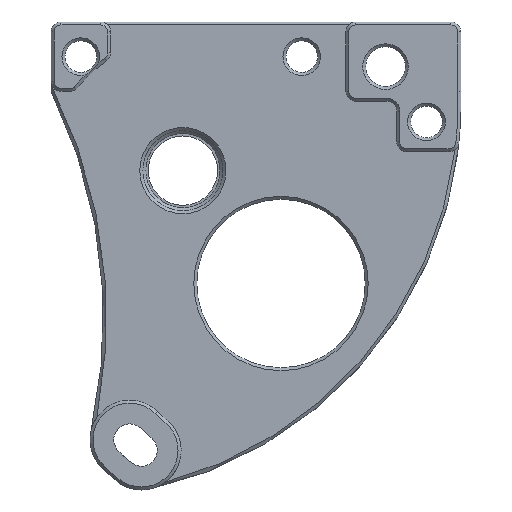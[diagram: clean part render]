
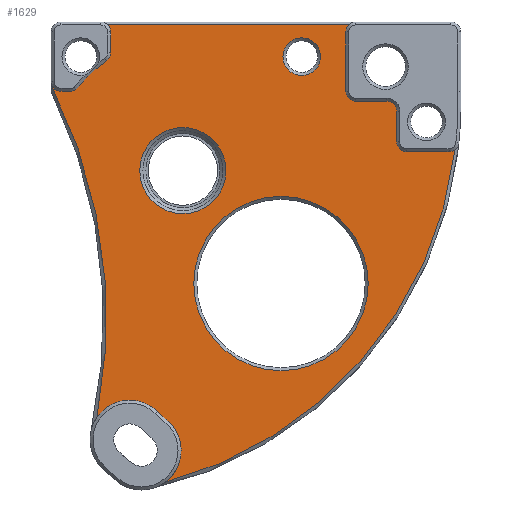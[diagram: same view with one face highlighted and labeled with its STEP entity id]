
A CAD part, left-side view. The second image highlights one B-rep face of the part: STEP entity #1629.
In plain terms, the highlighted planar face has unit normal (-1, 0, 0).
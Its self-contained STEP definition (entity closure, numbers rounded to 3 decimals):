
#20=FACE_BOUND('',#217,.T.);
#21=FACE_BOUND('',#218,.T.);
#22=FACE_BOUND('',#219,.T.);
#34=PLANE('',#1766);
#111=FACE_OUTER_BOUND('',#216,.T.);
#216=EDGE_LOOP('',(#1131,#1132,#1133,#1134,#1135,#1136,#1137,#1138,#1139,
#1140,#1141,#1142,#1143,#1144,#1145,#1146,#1147,#1148,#1149,#1150,#1151,
#1152,#1153));
#217=EDGE_LOOP('',(#1154));
#218=EDGE_LOOP('',(#1155));
#219=EDGE_LOOP('',(#1156));
#329=CIRCLE('',#1749,4.);
#330=CIRCLE('',#1751,17.957);
#338=CIRCLE('',#1764,1.9);
#340=CIRCLE('',#1767,1.);
#341=CIRCLE('',#1768,1.);
#342=CIRCLE('',#1769,13.5);
#343=CIRCLE('',#1770,1.);
#344=CIRCLE('',#1771,1.);
#345=CIRCLE('',#1772,52.382);
#346=CIRCLE('',#1773,4.);
#347=CIRCLE('',#1774,39.702);
#348=CIRCLE('',#1775,1.);
#349=CIRCLE('',#1776,1.);
#350=CIRCLE('',#1777,1.);
#351=CIRCLE('',#1778,1.);
#352=CIRCLE('',#1779,1.);
#353=CIRCLE('',#1780,8.8);
#354=CIRCLE('',#1781,4.35);
#437=LINE('',#2576,#569);
#438=LINE('',#2580,#570);
#439=LINE('',#2588,#571);
#440=LINE('',#2592,#572);
#441=LINE('',#2601,#573);
#442=LINE('',#2605,#574);
#443=LINE('',#2609,#575);
#444=LINE('',#2613,#576);
#569=VECTOR('',#2023,10.);
#570=VECTOR('',#2026,10.);
#571=VECTOR('',#2033,10.);
#572=VECTOR('',#2036,10.);
#573=VECTOR('',#2045,10.);
#574=VECTOR('',#2048,10.);
#575=VECTOR('',#2051,10.);
#576=VECTOR('',#2054,10.);
#700=VERTEX_POINT('',#2531);
#701=VERTEX_POINT('',#2538);
#702=VERTEX_POINT('',#2542);
#711=VERTEX_POINT('',#2568);
#713=VERTEX_POINT('',#2574);
#714=VERTEX_POINT('',#2575);
#715=VERTEX_POINT('',#2577);
#716=VERTEX_POINT('',#2579);
#717=VERTEX_POINT('',#2581);
#718=VERTEX_POINT('',#2583);
#719=VERTEX_POINT('',#2585);
#720=VERTEX_POINT('',#2587);
#721=VERTEX_POINT('',#2589);
#722=VERTEX_POINT('',#2591);
#723=VERTEX_POINT('',#2593);
#724=VERTEX_POINT('',#2596);
#725=VERTEX_POINT('',#2598);
#726=VERTEX_POINT('',#2600);
#727=VERTEX_POINT('',#2602);
#728=VERTEX_POINT('',#2604);
#729=VERTEX_POINT('',#2606);
#730=VERTEX_POINT('',#2608);
#731=VERTEX_POINT('',#2610);
#732=VERTEX_POINT('',#2612);
#733=VERTEX_POINT('',#2615);
#734=VERTEX_POINT('',#2617);
#851=EDGE_CURVE('',#700,#701,#329,.T.);
#853=EDGE_CURVE('',#701,#702,#330,.T.);
#865=EDGE_CURVE('',#711,#711,#338,.T.);
#868=EDGE_CURVE('',#713,#714,#437,.T.);
#869=EDGE_CURVE('',#714,#715,#340,.F.);
#870=EDGE_CURVE('',#716,#715,#438,.T.);
#871=EDGE_CURVE('',#716,#717,#341,.F.);
#872=EDGE_CURVE('',#718,#717,#342,.T.);
#873=EDGE_CURVE('',#718,#719,#343,.F.);
#874=EDGE_CURVE('',#720,#719,#439,.T.);
#875=EDGE_CURVE('',#721,#720,#344,.T.);
#876=EDGE_CURVE('',#722,#721,#440,.T.);
#877=EDGE_CURVE('',#722,#723,#345,.T.);
#878=EDGE_CURVE('',#702,#723,#346,.T.);
#879=EDGE_CURVE('',#700,#724,#347,.T.);
#880=EDGE_CURVE('',#724,#725,#348,.F.);
#881=EDGE_CURVE('',#726,#725,#441,.T.);
#882=EDGE_CURVE('',#726,#727,#349,.F.);
#883=EDGE_CURVE('',#728,#727,#442,.T.);
#884=EDGE_CURVE('',#729,#728,#350,.T.);
#885=EDGE_CURVE('',#730,#729,#443,.T.);
#886=EDGE_CURVE('',#730,#731,#351,.F.);
#887=EDGE_CURVE('',#732,#731,#444,.T.);
#888=EDGE_CURVE('',#732,#713,#352,.F.);
#889=EDGE_CURVE('',#733,#733,#353,.T.);
#890=EDGE_CURVE('',#734,#734,#354,.T.);
#1131=ORIENTED_EDGE('',*,*,#868,.T.);
#1132=ORIENTED_EDGE('',*,*,#869,.T.);
#1133=ORIENTED_EDGE('',*,*,#870,.F.);
#1134=ORIENTED_EDGE('',*,*,#871,.T.);
#1135=ORIENTED_EDGE('',*,*,#872,.F.);
#1136=ORIENTED_EDGE('',*,*,#873,.T.);
#1137=ORIENTED_EDGE('',*,*,#874,.F.);
#1138=ORIENTED_EDGE('',*,*,#875,.F.);
#1139=ORIENTED_EDGE('',*,*,#876,.F.);
#1140=ORIENTED_EDGE('',*,*,#877,.T.);
#1141=ORIENTED_EDGE('',*,*,#878,.F.);
#1142=ORIENTED_EDGE('',*,*,#853,.F.);
#1143=ORIENTED_EDGE('',*,*,#851,.F.);
#1144=ORIENTED_EDGE('',*,*,#879,.T.);
#1145=ORIENTED_EDGE('',*,*,#880,.T.);
#1146=ORIENTED_EDGE('',*,*,#881,.F.);
#1147=ORIENTED_EDGE('',*,*,#882,.T.);
#1148=ORIENTED_EDGE('',*,*,#883,.F.);
#1149=ORIENTED_EDGE('',*,*,#884,.F.);
#1150=ORIENTED_EDGE('',*,*,#885,.F.);
#1151=ORIENTED_EDGE('',*,*,#886,.T.);
#1152=ORIENTED_EDGE('',*,*,#887,.F.);
#1153=ORIENTED_EDGE('',*,*,#888,.T.);
#1154=ORIENTED_EDGE('',*,*,#889,.T.);
#1155=ORIENTED_EDGE('',*,*,#890,.T.);
#1156=ORIENTED_EDGE('',*,*,#865,.T.);
#1629=ADVANCED_FACE('',(#111,#20,#21,#22),#34,.T.);
#1749=AXIS2_PLACEMENT_3D('',#2539,#1981,#1982);
#1751=AXIS2_PLACEMENT_3D('',#2543,#1986,#1987);
#1764=AXIS2_PLACEMENT_3D('',#2569,#2016,#2017);
#1766=AXIS2_PLACEMENT_3D('',#2573,#2021,#2022);
#1767=AXIS2_PLACEMENT_3D('',#2578,#2024,#2025);
#1768=AXIS2_PLACEMENT_3D('',#2582,#2027,#2028);
#1769=AXIS2_PLACEMENT_3D('',#2584,#2029,#2030);
#1770=AXIS2_PLACEMENT_3D('',#2586,#2031,#2032);
#1771=AXIS2_PLACEMENT_3D('',#2590,#2034,#2035);
#1772=AXIS2_PLACEMENT_3D('',#2594,#2037,#2038);
#1773=AXIS2_PLACEMENT_3D('',#2595,#2039,#2040);
#1774=AXIS2_PLACEMENT_3D('',#2597,#2041,#2042);
#1775=AXIS2_PLACEMENT_3D('',#2599,#2043,#2044);
#1776=AXIS2_PLACEMENT_3D('',#2603,#2046,#2047);
#1777=AXIS2_PLACEMENT_3D('',#2607,#2049,#2050);
#1778=AXIS2_PLACEMENT_3D('',#2611,#2052,#2053);
#1779=AXIS2_PLACEMENT_3D('',#2614,#2055,#2056);
#1780=AXIS2_PLACEMENT_3D('',#2616,#2057,#2058);
#1781=AXIS2_PLACEMENT_3D('',#2618,#2059,#2060);
#1981=DIRECTION('center_axis',(-1.,0.,0.));
#1982=DIRECTION('ref_axis',(0.,-0.642,0.767));
#1986=DIRECTION('center_axis',(1.,0.,0.));
#1987=DIRECTION('ref_axis',(0.,0.642,-0.767));
#2016=DIRECTION('center_axis',(1.,0.,0.));
#2017=DIRECTION('ref_axis',(0.,0.,1.));
#2021=DIRECTION('center_axis',(-1.,0.,0.));
#2022=DIRECTION('ref_axis',(0.,0.,1.));
#2023=DIRECTION('',(0.,1.,0.));
#2024=DIRECTION('center_axis',(-1.,0.,0.));
#2025=DIRECTION('ref_axis',(0.,-0.707,0.707));
#2026=DIRECTION('',(0.,0.,1.));
#2027=DIRECTION('center_axis',(-1.,0.,0.));
#2028=DIRECTION('ref_axis',(0.,-0.887,-0.462));
#2029=DIRECTION('center_axis',(1.,0.,0.));
#2030=DIRECTION('ref_axis',(0.,-1.,0.));
#2031=DIRECTION('center_axis',(-1.,0.,0.));
#2032=DIRECTION('ref_axis',(0.,-0.435,-0.9));
#2033=DIRECTION('',(0.,-1.,0.));
#2034=DIRECTION('center_axis',(-1.,0.,0.));
#2035=DIRECTION('ref_axis',(0.,0.707,-0.707));
#2036=DIRECTION('',(0.,0.,1.));
#2037=DIRECTION('center_axis',(1.,0.,0.));
#2038=DIRECTION('ref_axis',(0.,-0.976,-0.219));
#2039=DIRECTION('center_axis',(-1.,0.,0.));
#2040=DIRECTION('ref_axis',(0.,0.696,-0.718));
#2041=DIRECTION('center_axis',(-1.,0.,0.));
#2042=DIRECTION('ref_axis',(0.,-0.215,-0.977));
#2043=DIRECTION('center_axis',(-1.,0.,0.));
#2044=DIRECTION('ref_axis',(0.,-0.67,-0.743));
#2045=DIRECTION('',(0.,-1.,0.));
#2046=DIRECTION('center_axis',(-1.,0.,0.));
#2047=DIRECTION('ref_axis',(0.,0.707,-0.707));
#2048=DIRECTION('',(0.,0.,-1.));
#2049=DIRECTION('center_axis',(1.,0.,0.));
#2050=DIRECTION('ref_axis',(0.,-0.707,0.707));
#2051=DIRECTION('',(0.,-1.,0.));
#2052=DIRECTION('center_axis',(-1.,0.,0.));
#2053=DIRECTION('ref_axis',(0.,0.707,-0.707));
#2054=DIRECTION('',(0.,0.,-1.));
#2055=DIRECTION('center_axis',(-1.,0.,0.));
#2056=DIRECTION('ref_axis',(0.,0.707,0.707));
#2057=DIRECTION('center_axis',(1.,0.,0.));
#2058=DIRECTION('ref_axis',(0.,0.,1.));
#2059=DIRECTION('center_axis',(1.,0.,0.));
#2060=DIRECTION('ref_axis',(0.,0.,1.));
#2531=CARTESIAN_POINT('',(-2.575,1.834,-31.476));
#2538=CARTESIAN_POINT('',(-2.575,1.615,-25.17));
#2539=CARTESIAN_POINT('Origin',(-2.575,4.182,-28.238));
#2542=CARTESIAN_POINT('',(-2.575,2.587,-24.294));
#2543=CARTESIAN_POINT('Origin',(-2.575,-9.906,-11.396));
#2568=CARTESIAN_POINT('',(-2.575,-12.,9.6));
#2569=CARTESIAN_POINT('Origin',(-2.575,-12.,11.5));
#2573=CARTESIAN_POINT('Origin',(-2.575,-7.386,-8.619));
#2574=CARTESIAN_POINT('',(-2.575,-16.742,14.7));
#2575=CARTESIAN_POINT('',(-2.575,7.586,14.7));
#2576=CARTESIAN_POINT('',(-2.575,2.957,14.7));
#2577=CARTESIAN_POINT('',(-2.575,7.3,14.));
#2578=CARTESIAN_POINT('Origin',(-2.575,8.3,14.));
#2579=CARTESIAN_POINT('',(-2.575,7.3,11.889));
#2580=CARTESIAN_POINT('',(-2.575,7.3,3.19));
#2581=CARTESIAN_POINT('',(-2.575,7.728,11.07));
#2582=CARTESIAN_POINT('Origin',(-2.575,8.3,11.889));
#2583=CARTESIAN_POINT('',(-2.575,10.585,8.379));
#2584=CARTESIAN_POINT('Origin',(-2.575,0.,0.));
#2585=CARTESIAN_POINT('',(-2.575,11.369,8.));
#2586=CARTESIAN_POINT('Origin',(-2.575,11.369,9.));
#2587=CARTESIAN_POINT('',(-2.575,12.3,8.));
#2588=CARTESIAN_POINT('',(-2.575,1.744,8.));
#2589=CARTESIAN_POINT('',(-2.575,13.3,9.));
#2590=CARTESIAN_POINT('Origin',(-2.575,12.3,9.));
#2591=CARTESIAN_POINT('',(-2.575,13.3,8.675));
#2592=CARTESIAN_POINT('',(-2.575,13.3,-0.31));
#2593=CARTESIAN_POINT('',(-2.575,8.679,-24.919));
#2594=CARTESIAN_POINT('Origin',(-2.575,60.089,-14.876));
#2595=CARTESIAN_POINT('Origin',(-2.575,5.371,-27.167));
#2596=CARTESIAN_POINT('',(-2.575,-27.481,2.128));
#2597=CARTESIAN_POINT('Origin',(-2.575,11.931,6.92));
#2598=CARTESIAN_POINT('',(-2.575,-26.865,1.916));
#2599=CARTESIAN_POINT('Origin',(-2.575,-26.865,2.916));
#2600=CARTESIAN_POINT('',(-2.575,-22.594,1.916));
#2601=CARTESIAN_POINT('',(-2.575,-17.571,1.916));
#2602=CARTESIAN_POINT('',(-2.575,-21.594,2.916));
#2603=CARTESIAN_POINT('Origin',(-2.575,-22.594,2.916));
#2604=CARTESIAN_POINT('',(-2.575,-21.594,6.));
#2605=CARTESIAN_POINT('',(-2.575,-21.594,-3.352));
#2606=CARTESIAN_POINT('',(-2.575,-20.594,7.));
#2607=CARTESIAN_POINT('Origin',(-2.575,-20.594,6.));
#2608=CARTESIAN_POINT('',(-2.575,-17.456,7.));
#2609=CARTESIAN_POINT('',(-2.575,-14.49,7.));
#2610=CARTESIAN_POINT('',(-2.575,-16.456,8.));
#2611=CARTESIAN_POINT('Origin',(-2.575,-17.456,8.));
#2612=CARTESIAN_POINT('',(-2.575,-16.456,14.));
#2613=CARTESIAN_POINT('',(-2.575,-16.456,-0.81));
#2614=CARTESIAN_POINT('Origin',(-2.575,-17.456,14.));
#2615=CARTESIAN_POINT('',(-2.575,-9.906,-20.196));
#2616=CARTESIAN_POINT('Origin',(-2.575,-9.906,-11.396));
#2617=CARTESIAN_POINT('',(-2.575,0.,-4.35));
#2618=CARTESIAN_POINT('Origin',(-2.575,0.,0.));
